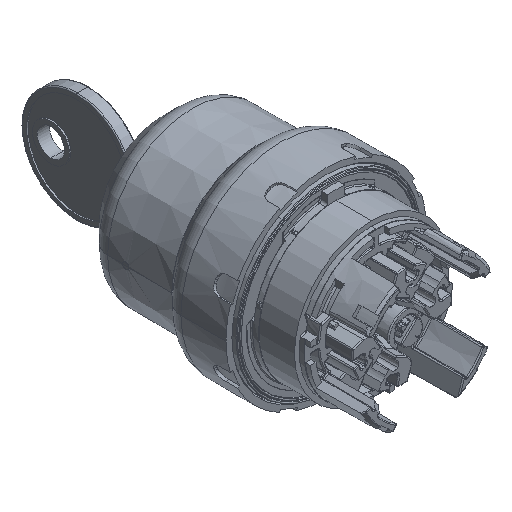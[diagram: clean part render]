
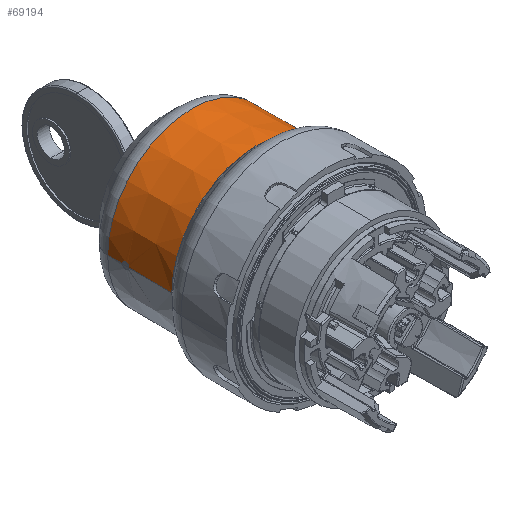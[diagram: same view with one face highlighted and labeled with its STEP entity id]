
A CAD part, isometric view. The second image highlights one B-rep face of the part: STEP entity #69194.
In plain terms, the highlighted conical face has half-angle 0.5 degrees and reference radius 16.6 mm.
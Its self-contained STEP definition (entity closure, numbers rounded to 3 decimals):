
#3021 = DIRECTION ( 'NONE',  ( 0.009, -1., 0. ) ) ;
#3555 = DIRECTION ( 'NONE',  ( -0.009, -1., 0. ) ) ;
#3876 = DIRECTION ( 'NONE',  ( 0., 1., 0. ) ) ;
#5410 = EDGE_CURVE ( 'NONE', #38532, #105198, #160962, .T. ) ;
#7693 = VERTEX_POINT ( 'NONE', #135201 ) ;
#7832 = CARTESIAN_POINT ( 'NONE',  ( -16.544, 31.8, 0. ) ) ;
#9987 = AXIS2_PLACEMENT_3D ( 'NONE', #175139, #134755, #38240 ) ;
#11466 = CARTESIAN_POINT ( 'NONE',  ( -16.534, 33., 0. ) ) ;
#15039 = VERTEX_POINT ( 'NONE', #33478 ) ;
#23683 = CARTESIAN_POINT ( 'NONE',  ( -16.529, 32.244, 0.6 ) ) ;
#32584 = CARTESIAN_POINT ( 'NONE',  ( 0., 35.926, 0. ) ) ;
#33478 = CARTESIAN_POINT ( 'NONE',  ( 16.618, 23.3, 0. ) ) ;
#35154 = AXIS2_PLACEMENT_3D ( 'NONE', #32584, #3876, #61899 ) ;
#38161 = EDGE_CURVE ( 'Defeature ausgef�hrt2_1417+Defeature ausgef�hrt2_1387+Defeature ausgef�hrt2_1387+Defeature ausgef�hrt2_1387', #38532, #175362, #164363, .T. ) ;
#38240 = DIRECTION ( 'NONE',  ( 1., 0., 0. ) ) ;
#38532 = VERTEX_POINT ( 'NONE', #62905 ) ;
#44097 = EDGE_CURVE ( 'Defeature ausgef�hrt2_1387+Defeature ausgef�hrt2_1810+Defeature ausgef�hrt2_1810+Defeature ausgef�hrt2_1810', #82803, #15039, #97097, .T. ) ;
#44114 = ORIENTED_EDGE ( 'NONE', *, *, #90347, .F. ) ;
#46352 = CARTESIAN_POINT ( 'NONE',  ( -16.6, 25.4, 0. ) ) ;
#51839 = CARTESIAN_POINT ( 'NONE',  ( -16.541, 31.864, 0.313 ) ) ;
#54764 = EDGE_CURVE ( 'NONE', #175362, #15039, #180500, .T. ) ;
#58986 = CARTESIAN_POINT ( 'NONE',  ( -16.618, 23.3, 0. ) ) ;
#61623 = CARTESIAN_POINT ( 'NONE',  ( 16.508, 35.926, 0. ) ) ;
#61899 = DIRECTION ( 'NONE',  ( 1., 0., 0. ) ) ;
#62905 = CARTESIAN_POINT ( 'NONE',  ( -16.508, 35.926, 0. ) ) ;
#64856 = VECTOR ( 'NONE', #144005, 1000. ) ;
#69194 = ADVANCED_FACE ( 'Defeature ausgef�hrt2_1387', ( #148362 ), #157101, .T. ) ;
#79992 = CARTESIAN_POINT ( 'NONE',  ( -16.527, 32.557, 0.6 ) ) ;
#80100 = CARTESIAN_POINT ( 'NONE',  ( 0., 25.4, 0. ) ) ;
#81197 = CARTESIAN_POINT ( 'NONE',  ( -16.534, 33., 0.158 ) ) ;
#82803 = VERTEX_POINT ( 'NONE', #58986 ) ;
#90347 = EDGE_CURVE ( 'Defeature ausgef�hrt2_1416+Defeature ausgef�hrt2_1387+Defeature ausgef�hrt2_1387+Defeature ausgef�hrt2_1387', #7693, #105198, #121148, .T. ) ;
#97097 = CIRCLE ( 'NONE', #9987, 16.618 ) ;
#99391 = EDGE_LOOP ( 'NONE', ( #128052, #106974, #131818, #44114, #128856, #122714 ) ) ;
#105198 = VERTEX_POINT ( 'NONE', #150208 ) ;
#106382 = DIRECTION ( 'NONE',  ( -1., 0., 0. ) ) ;
#106974 = ORIENTED_EDGE ( 'NONE', *, *, #38161, .F. ) ;
#108635 = CARTESIAN_POINT ( 'NONE',  ( -16.528, 32.714, 0.535 ) ) ;
#113023 = CARTESIAN_POINT ( 'NONE',  ( 16.6, 25.4, 0. ) ) ;
#121148 = B_SPLINE_CURVE_WITH_KNOTS ( 'NONE', 3,
 ( #7832, #133040, #51839, #177621, #23683, #79992, #108635, #123220, #81197, #11466 ),
 .UNSPECIFIED., .F., .F.,
 ( 4, 2, 2, 2, 4 ),
 ( 0.003, 0.004, 0.004, 0.005, 0.005 ),
 .UNSPECIFIED. ) ;
#122714 = ORIENTED_EDGE ( 'NONE', *, *, #44097, .T. ) ;
#123220 = CARTESIAN_POINT ( 'NONE',  ( -16.532, 32.935, 0.314 ) ) ;
#128052 = ORIENTED_EDGE ( 'NONE', *, *, #54764, .F. ) ;
#128856 = ORIENTED_EDGE ( 'NONE', *, *, #156292, .T. ) ;
#129948 = CARTESIAN_POINT ( 'NONE',  ( -16.6, 25.4, 0. ) ) ;
#131818 = ORIENTED_EDGE ( 'NONE', *, *, #5410, .T. ) ;
#133040 = CARTESIAN_POINT ( 'NONE',  ( -16.544, 31.8, 0.157 ) ) ;
#134755 = DIRECTION ( 'NONE',  ( 0., 1., 0. ) ) ;
#135201 = CARTESIAN_POINT ( 'NONE',  ( -16.544, 31.8, 0. ) ) ;
#141270 = VECTOR ( 'NONE', #3555, 1000. ) ;
#144005 = DIRECTION ( 'NONE',  ( -0.009, -1., 0. ) ) ;
#145647 = LINE ( 'NONE', #46352, #141270 ) ;
#148362 = FACE_OUTER_BOUND ( 'NONE', #99391, .T. ) ;
#150208 = CARTESIAN_POINT ( 'NONE',  ( -16.534, 33., 0. ) ) ;
#151980 = AXIS2_PLACEMENT_3D ( 'NONE', #80100, #177712, #106382 ) ;
#156292 = EDGE_CURVE ( 'NONE', #7693, #82803, #145647, .T. ) ;
#157101 = CONICAL_SURFACE ( 'NONE', #151980, 16.6, 0.009 ) ;
#160962 = LINE ( 'NONE', #129948, #64856 ) ;
#164363 = CIRCLE ( 'NONE', #35154, 16.508 ) ;
#167377 = VECTOR ( 'NONE', #3021, 1000. ) ;
#175139 = CARTESIAN_POINT ( 'NONE',  ( 0., 23.3, 0. ) ) ;
#175362 = VERTEX_POINT ( 'NONE', #61623 ) ;
#177621 = CARTESIAN_POINT ( 'NONE',  ( -16.533, 32.088, 0.536 ) ) ;
#177712 = DIRECTION ( 'NONE',  ( 0., -1., 0. ) ) ;
#180500 = LINE ( 'NONE', #113023, #167377 ) ;
